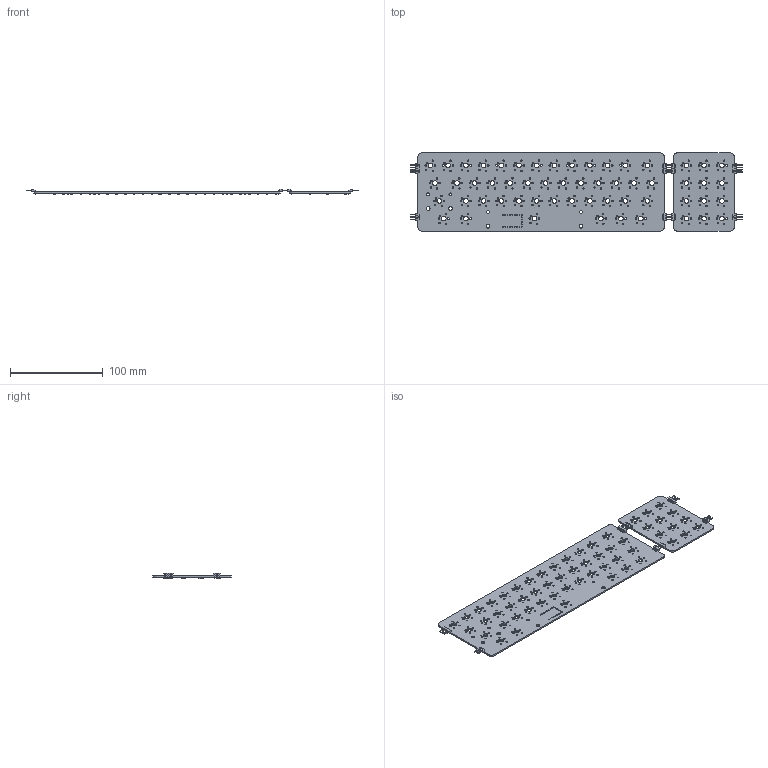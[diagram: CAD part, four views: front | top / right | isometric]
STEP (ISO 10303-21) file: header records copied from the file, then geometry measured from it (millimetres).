
FILE_DESCRIPTION(('KiCad electronic assembly'),'2;1');
FILE_NAME('keyboard.step','2024-08-21T13:24:38',('Pcbnew'),('Kicad'), 'Open CASCADE STEP processor 7.8','KiCad to STEP converter','Unknown' );
FILE_SCHEMA(('AUTOMOTIVE_DESIGN { 1 0 10303 214 1 1 1 1 }'));
Length unit declared in the file: millimetre
Products named in the file (9): keyboard 1; PinHeader_1x04_P2.54mm_Horizontal; PinHeader_1x04_P254mm_Horizontal; PinHeader_1x03_P2.54mm_Horizontal; PinHeader_1x03_P254mm_Horizontal; D_SOD-123; D_SOD_123; _autosave-keyboard_PCB_1; _autosave-keyboard_PCB_2
Assembly tree (69 placements, depth 3):
  keyboard 1
    PinHeader_1x04_P2.54mm_Horizontal  x4
      PinHeader_1x04_P254mm_Horizontal
    PinHeader_1x03_P2.54mm_Horizontal  x4
      PinHeader_1x03_P254mm_Horizontal
    D_SOD-123  x56
      D_SOD_123
    _autosave-keyboard_PCB_1
    _autosave-keyboard_PCB_2
Bounding box: 357.02 x 84.14 x 5.54 mm (x, y, z)
Volume: 42313.8 mm3; surface area: 60612.1 mm2
Topology: 66 solids, 66 shells, 5010 faces, 12058 edges, 7292 vertices
Faces by surface type: plane 2620, bspline 1456, cylinder 934
Full cylindrical faces by diameter (mm): 0.762 x22, 1 x28, 1.45 x112, 1.524 x112, 1.702 x112, 3.048 x4, 3.988 x4, 5.1 x56
Entity records: 28044 total; most frequent: DIRECTION 4505, CARTESIAN_POINT 4275, ORIENTED_EDGE 4070, EDGE_CURVE 2035, AXIS2_PLACEMENT_3D 1724, FACE_BOUND 1649, EDGE_LOOP 1649, VERTEX_POINT 1326
